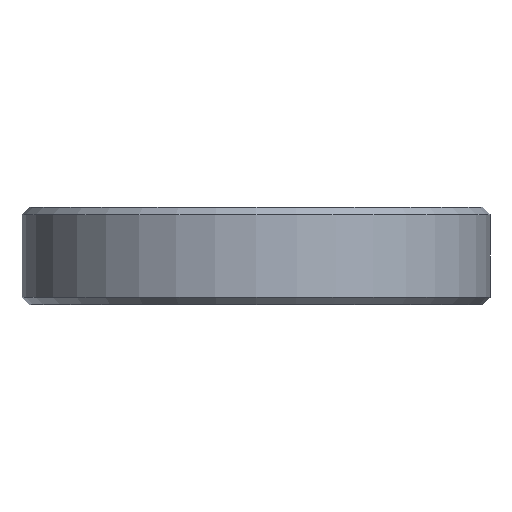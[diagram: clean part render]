
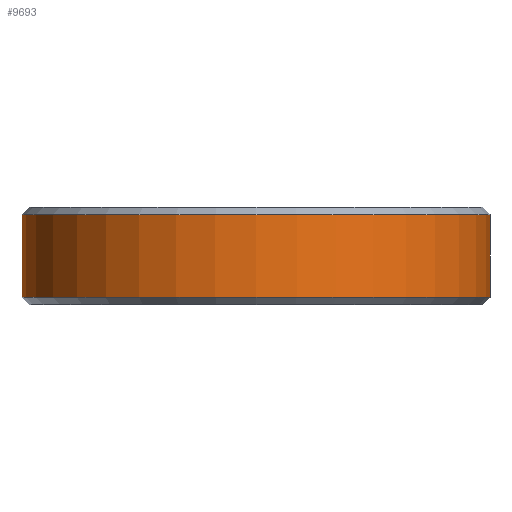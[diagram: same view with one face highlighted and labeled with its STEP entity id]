
A CAD part, front view. The second image highlights one B-rep face of the part: STEP entity #9693.
In plain terms, the highlighted cylindrical face has radius 12 mm (diameter 24 mm), a partial arc.
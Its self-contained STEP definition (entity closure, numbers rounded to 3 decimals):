
#239 = VERTEX_POINT ( 'NONE', #1215 ) ;
#370 = CARTESIAN_POINT ( 'NONE',  ( 0., 0., 2.125 ) ) ;
#473 = LINE ( 'NONE', #6842, #4090 ) ;
#626 = DIRECTION ( 'NONE',  ( 1., 0., 0. ) ) ;
#786 = VECTOR ( 'NONE', #10381, 1000. ) ;
#971 = EDGE_CURVE ( 'NONE', #239, #4593, #13220, .T. ) ;
#1215 = CARTESIAN_POINT ( 'NONE',  ( -12., 0., -2.125 ) ) ;
#1855 = AXIS2_PLACEMENT_3D ( 'NONE', #10508, #4068, #8339 ) ;
#2103 = EDGE_CURVE ( 'NONE', #9234, #12509, #6283, .T. ) ;
#2424 = ORIENTED_EDGE ( 'NONE', *, *, #8342, .T. ) ;
#2503 = CARTESIAN_POINT ( 'NONE',  ( 12., 0., 2.125 ) ) ;
#2852 = DIRECTION ( 'NONE',  ( 0., 0., 1. ) ) ;
#4007 = CARTESIAN_POINT ( 'NONE',  ( 12., 0., 2.5 ) ) ;
#4068 = DIRECTION ( 'NONE',  ( 0., 0., 1. ) ) ;
#4090 = VECTOR ( 'NONE', #2852, 1000. ) ;
#4488 = AXIS2_PLACEMENT_3D ( 'NONE', #370, #4970, #626 ) ;
#4507 = ORIENTED_EDGE ( 'NONE', *, *, #5581, .F. ) ;
#4593 = VERTEX_POINT ( 'NONE', #5650 ) ;
#4921 = AXIS2_PLACEMENT_3D ( 'NONE', #12470, #8193, #12332 ) ;
#4970 = DIRECTION ( 'NONE',  ( 0., 0., 1. ) ) ;
#5581 = EDGE_CURVE ( 'NONE', #239, #9234, #473, .T. ) ;
#5650 = CARTESIAN_POINT ( 'NONE',  ( 12., 0., -2.125 ) ) ;
#6224 = CYLINDRICAL_SURFACE ( 'NONE', #1855, 12. ) ;
#6283 = CIRCLE ( 'NONE', #4488, 12. ) ;
#6842 = CARTESIAN_POINT ( 'NONE',  ( -12., 0., 2.5 ) ) ;
#8193 = DIRECTION ( 'NONE',  ( 0., 0., 1. ) ) ;
#8207 = LINE ( 'NONE', #4007, #786 ) ;
#8339 = DIRECTION ( 'NONE',  ( 1., 0., 0. ) ) ;
#8342 = EDGE_CURVE ( 'NONE', #4593, #12509, #8207, .T. ) ;
#9234 = VERTEX_POINT ( 'NONE', #13487 ) ;
#9693 = ADVANCED_FACE ( 'NONE', ( #12548 ), #6224, .T. ) ;
#10381 = DIRECTION ( 'NONE',  ( 0., 0., 1. ) ) ;
#10508 = CARTESIAN_POINT ( 'NONE',  ( 0., 0., 2.5 ) ) ;
#11761 = ORIENTED_EDGE ( 'NONE', *, *, #971, .T. ) ;
#12332 = DIRECTION ( 'NONE',  ( 1., 0., 0. ) ) ;
#12470 = CARTESIAN_POINT ( 'NONE',  ( 0., 0., -2.125 ) ) ;
#12509 = VERTEX_POINT ( 'NONE', #2503 ) ;
#12548 = FACE_OUTER_BOUND ( 'NONE', #13406, .T. ) ;
#13220 = CIRCLE ( 'NONE', #4921, 12. ) ;
#13406 = EDGE_LOOP ( 'NONE', ( #4507, #11761, #2424, #13654 ) ) ;
#13487 = CARTESIAN_POINT ( 'NONE',  ( -12., 0., 2.125 ) ) ;
#13654 = ORIENTED_EDGE ( 'NONE', *, *, #2103, .F. ) ;
